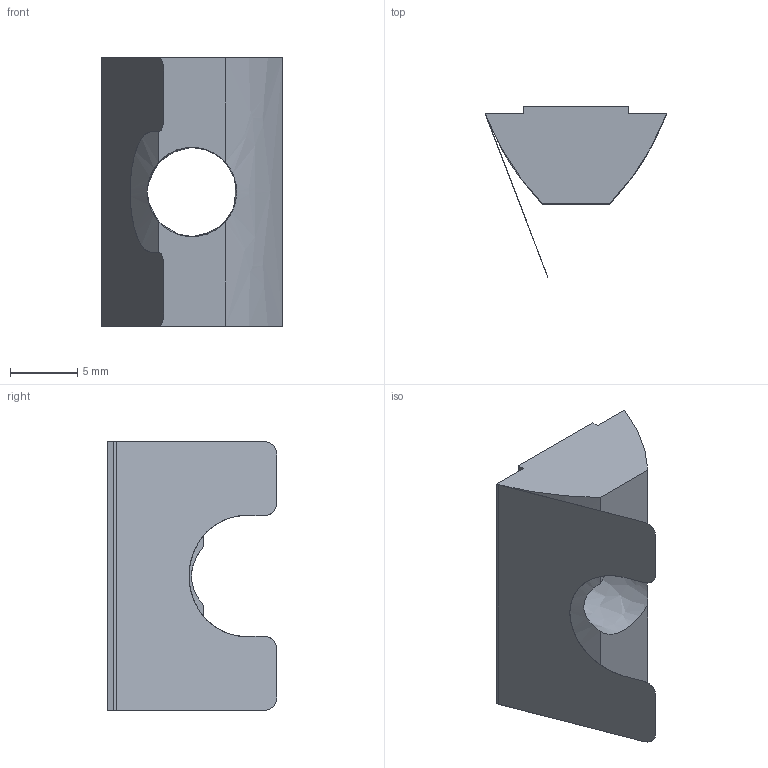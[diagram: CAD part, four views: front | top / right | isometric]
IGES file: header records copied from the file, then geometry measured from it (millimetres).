
Global section: file name: 210482; native system: Autodesk Inventor 2021; preprocessor: unknown; author: Krajewski; date: 20220920.131354; units: millimetre
Bounding box: 13.5 x 12.64 x 20 mm (x, y, z)
Volume: 1153.8 mm3; surface area: 1324.3 mm2
Topology: 1 solids, 1 shells, 24 faces, 70 edges, 47 vertices
Faces by surface type: bspline 24
